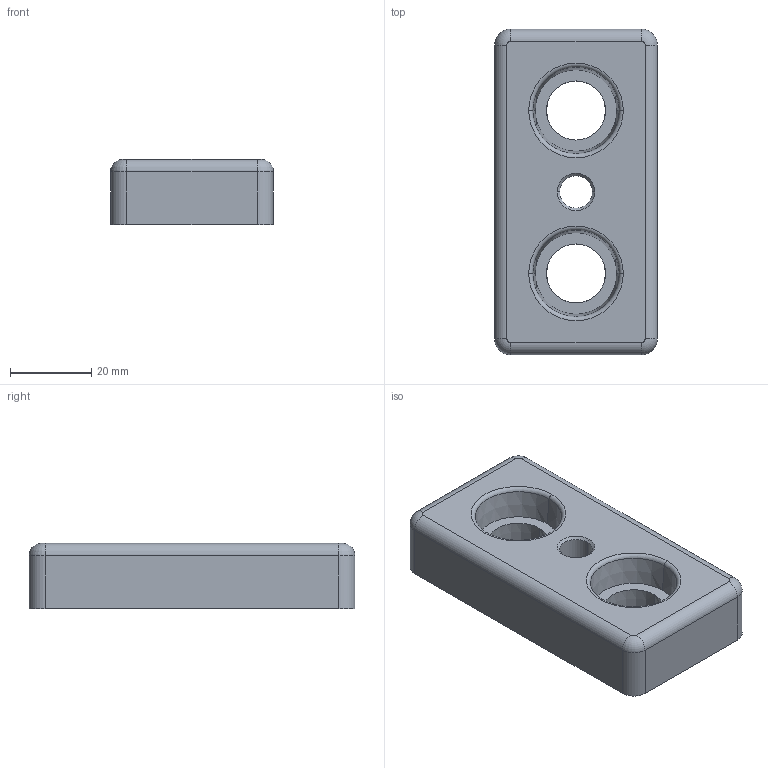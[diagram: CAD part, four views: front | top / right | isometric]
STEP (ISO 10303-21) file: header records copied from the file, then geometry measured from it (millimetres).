
FILE_DESCRIPTION(('STEP AP214'),'1');
FILE_NAME('fath_093ta40801208r.stp','2017-10-09T09:55:19',('TraceParts'),('TraceParts S.A.'),'Spatial InterOp 3D',' ',' ');
FILE_SCHEMA(('automotive_design'));
Length unit declared in the file: millimetre
Products named in the file (1): fath_093ta40801208r
Bounding box: 40 x 80 x 16 mm (x, y, z)
Volume: 31101.3 mm3; surface area: 15386.5 mm2
Topology: 1 solids, 1 shells, 294 faces, 656 edges, 342 vertices
Faces by surface type: cylinder 122, torus 76, plane 44, sphere 42, cone 10
Entity records: 10217 total; most frequent: DIRECTION 1610, CARTESIAN_POINT 1261, ORIENTED_EDGE 1248, AXIS2_PLACEMENT_3D 691, EDGE_CURVE 624, CIRCLE 396, VERTEX_POINT 342, EDGE_LOOP 310
